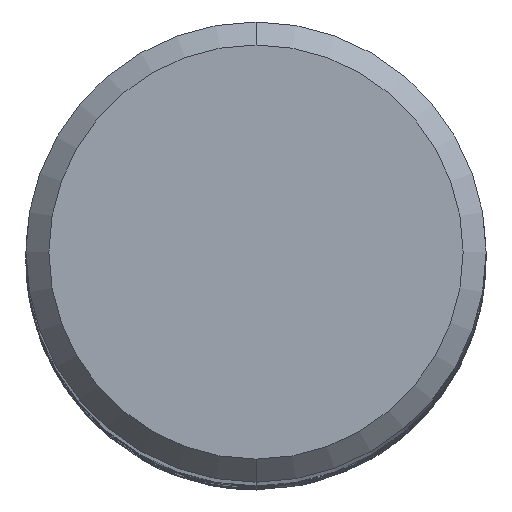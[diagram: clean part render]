
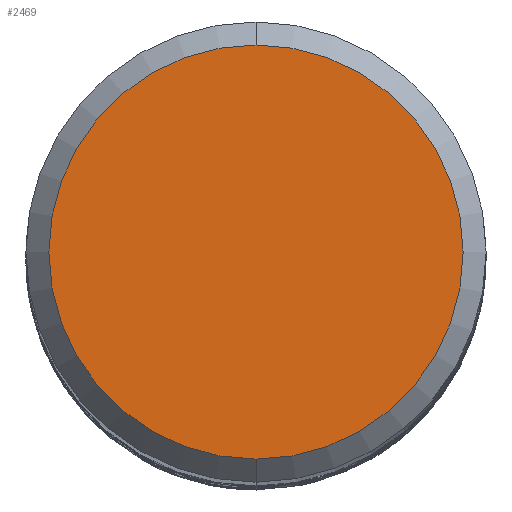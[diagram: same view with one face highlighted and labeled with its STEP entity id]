
A CAD part, top view. The second image highlights one B-rep face of the part: STEP entity #2469.
In plain terms, the highlighted planar face has unit normal (0, 0, 1).
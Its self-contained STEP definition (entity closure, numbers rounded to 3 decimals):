
#2045=EDGE_CURVE('',#2913,#2749,#4359,.T.);
#2469=ADVANCED_FACE('',(#4817),#4818,.T.);
#2749=VERTEX_POINT('',#5128);
#2913=VERTEX_POINT('',#5309);
#2935=EDGE_CURVE('',#2749,#2913,#5334,.T.);
#4359=CIRCLE('',#17576,4.5);
#4817=FACE_OUTER_BOUND('',#26101,.T.);
#4818=PLANE('',#26102);
#5128=CARTESIAN_POINT('',(0.0,4.5,0.0));
#5309=CARTESIAN_POINT('',(0.,-4.5,0.0));
#5334=CIRCLE('',#33158,4.5);
#17576=AXIS2_PLACEMENT_3D('',#39392,#39393,#39394);
#26101=EDGE_LOOP('',(#39758,#39759));
#26102=AXIS2_PLACEMENT_3D('',#39760,#39761,#39762);
#33158=AXIS2_PLACEMENT_3D('',#40438,#40439,#40440);
#39392=CARTESIAN_POINT('',(0.0,0.0,0.0));
#39393=DIRECTION('',(0.0,0.0,-1.0));
#39394=DIRECTION('',(0.0,1.0,0.0));
#39758=ORIENTED_EDGE('',*,*,#2935,.F.);
#39759=ORIENTED_EDGE('',*,*,#2045,.F.);
#39760=CARTESIAN_POINT('',(0.0,2.25,0.0));
#39761=DIRECTION('',(-0.0,0.0,1.0));
#39762=DIRECTION('',(0.0,-1.0,0.0));
#40438=CARTESIAN_POINT('',(0.0,0.0,0.0));
#40439=DIRECTION('',(0.0,0.0,-1.0));
#40440=DIRECTION('',(0.0,1.0,0.0));
